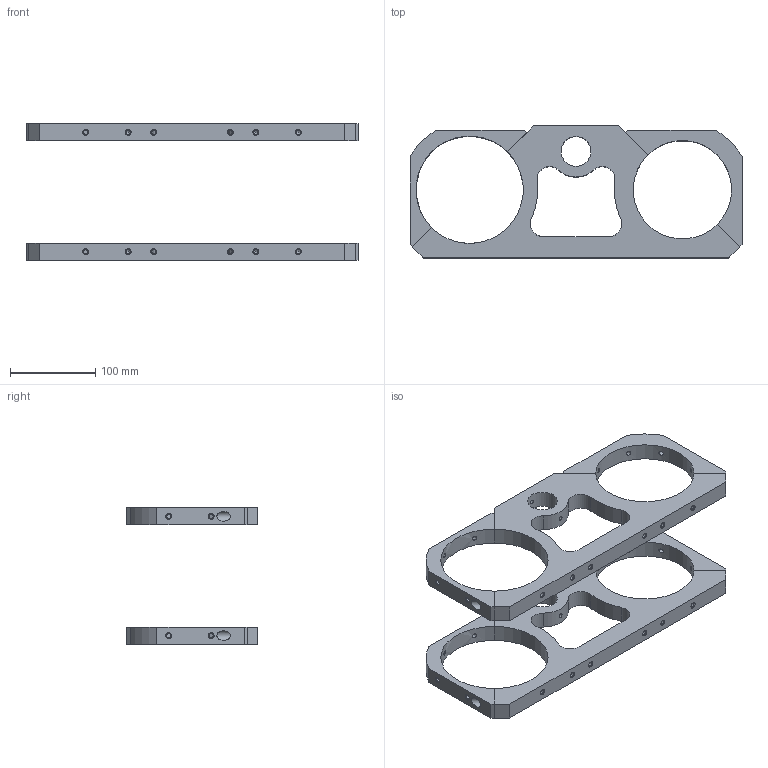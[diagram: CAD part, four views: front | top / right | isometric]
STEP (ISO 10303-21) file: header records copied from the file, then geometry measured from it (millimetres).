
FILE_DESCRIPTION(/* description */ ('CATIA V5 STEP'),/* implementation_level */ '2;1');
FILE_NAME(/* name */ 'COLLIER-250-sans-socle.step',/* time_stamp */ '2024-09-10T23:48:30+02:00',/* author */ (''),/* organization */ (''),/* preprocessor_version */ 'ST-DEVELOPER v20',/* originating_system */ 'Autodesk Translation Framework v13.14.0.145',/* authorisation */ '');
FILE_SCHEMA (('AUTOMOTIVE_DESIGN { 1 0 10303 214 3 1 1 }'));
Length unit declared in the file: millimetre
Products named in the file (1): Part111
Bounding box: 390 x 155 x 160 mm (x, y, z)
Volume: 1036133 mm3; surface area: 224777.8 mm2
Topology: 6 solids, 6 shells, 222 faces, 550 edges, 348 vertices
Faces by surface type: cylinder 92, cone 68, plane 62
Full cylindrical faces by diameter (mm): 4.917 x48, 6.8 x8, 11.2 x8, 35.2 x2
Entity records: 7501 total; most frequent: CARTESIAN_POINT 2035, DIRECTION 1136, ORIENTED_EDGE 1056, EDGE_CURVE 528, AXIS2_PLACEMENT_3D 425, VERTEX_POINT 348, EDGE_LOOP 328, LINE 286
